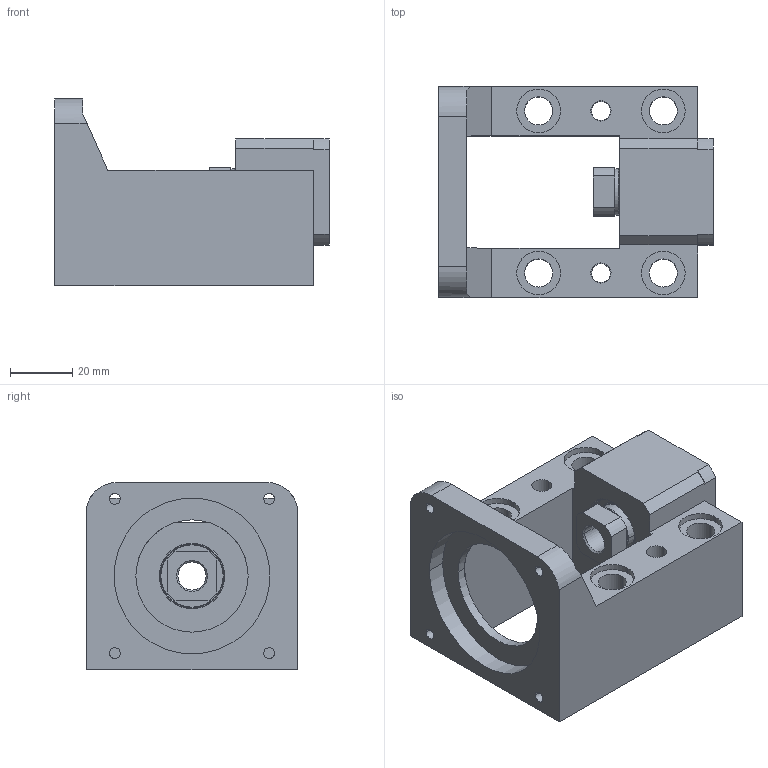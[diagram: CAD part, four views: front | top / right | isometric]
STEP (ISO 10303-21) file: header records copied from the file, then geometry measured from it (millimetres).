
FILE_DESCRIPTION(('CATIA V5 STEP Exchange'),'2;1');
FILE_NAME('TKZB10-60HA-XT01580012.stp','2019-10-24T15:40:08+00:00',('none'),('none'),'CATIA Version 5 Release 20 GA (IN-10)','CATIA V5 STEP AP203','none');
FILE_SCHEMA(('CONFIG_CONTROL_DESIGN'));
Length unit declared in the file: millimetre
Products named in the file (1): TKZB10-60HA-XT01580012_AllCATPart
Bounding box: 88 x 67.6 x 60 mm (x, y, z)
Volume: 137777.9 mm3; surface area: 44280 mm2
Topology: 17 solids, 21 shells, 341 faces, 794 edges, 462 vertices
Faces by surface type: cylinder 132, torus 80, plane 75, sphere 32, cone 22
Entity records: 8415 total; most frequent: CARTESIAN_POINT 1463, ORIENTED_EDGE 1460, DIRECTION 1166, EDGE_CURVE 730, AXIS2_PLACEMENT_3D 707, CIRCLE 486, VERTEX_POINT 462, EDGE_LOOP 404
